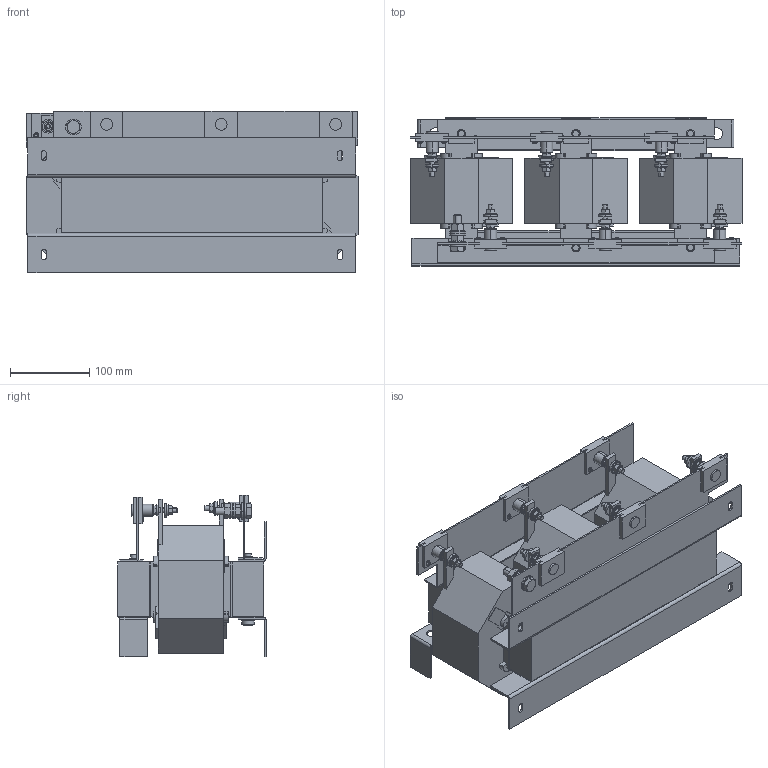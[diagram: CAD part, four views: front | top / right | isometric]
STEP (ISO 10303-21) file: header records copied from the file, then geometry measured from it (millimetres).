
FILE_DESCRIPTION (( 'STEP AP214' ), '1' );
FILE_NAME ('193788.STEP', '2020-05-29T00:58:23', ( '' ), ( '' ), 'SwSTEP 2.0', 'SolidWorks 2018', '' );
FILE_SCHEMA (( 'AUTOMOTIVE_DESIGN' ));
Length unit declared in the file: millimetre
Products named in the file (1): 193788
Bounding box: 420.17 x 187.5 x 204.5 mm (x, y, z)
Volume: 6830298.8 mm3; surface area: 680885.7 mm2
Topology: 1 solids, 1 shells, 1425 faces, 3608 edges, 2264 vertices
Faces by surface type: plane 871, cylinder 252, cone 160, bspline 114, torus 16, sphere 12
Entity records: 46478 total; most frequent: CARTESIAN_POINT 12766, ORIENTED_EDGE 7216, DIRECTION 6654, EDGE_CURVE 3608, LINE 2274, VECTOR 2274, VERTEX_POINT 2264, AXIS2_PLACEMENT_3D 2190
